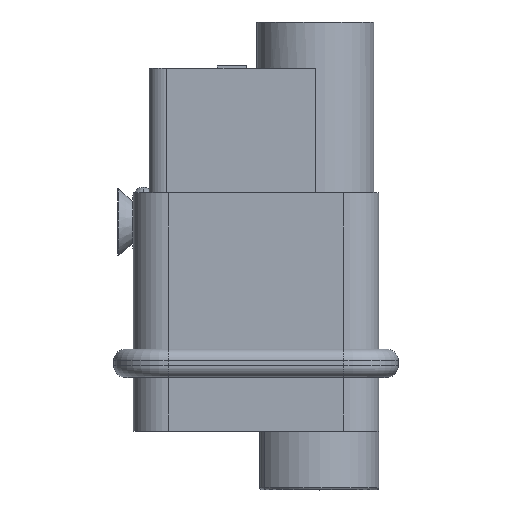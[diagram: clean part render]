
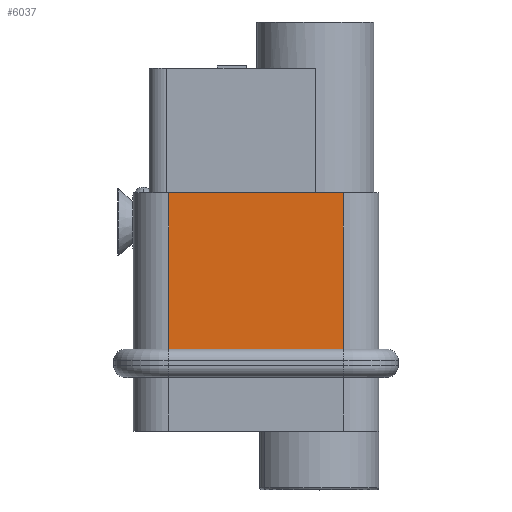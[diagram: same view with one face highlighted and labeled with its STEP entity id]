
A CAD part, top view. The second image highlights one B-rep face of the part: STEP entity #6037.
In plain terms, the highlighted planar face has unit normal (0, 0, 1).
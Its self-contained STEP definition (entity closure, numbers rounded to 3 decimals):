
#1409=FACE_OUTER_BOUND('',#8570,.T.);
#2935=LINE('',#34055,#4750);
#2973=LINE('',#34158,#4788);
#3057=LINE('',#34400,#4872);
#3058=LINE('',#34402,#4873);
#4750=VECTOR('',#27353,1.);
#4788=VECTOR('',#27433,1.);
#4872=VECTOR('',#27669,1.);
#4873=VECTOR('',#27672,1.);
#6037=ADVANCED_FACE('',(#1409),#7094,.T.);
#7094=PLANE('',#24119);
#8570=EDGE_LOOP('',(#11438,#11439,#11440,#11441));
#11438=ORIENTED_EDGE('',*,*,#20413,.T.);
#11439=ORIENTED_EDGE('',*,*,#20245,.T.);
#11440=ORIENTED_EDGE('',*,*,#20414,.F.);
#11441=ORIENTED_EDGE('',*,*,#20298,.F.);
#17821=VERTEX_POINT('',#34048);
#17824=VERTEX_POINT('',#34054);
#17868=VERTEX_POINT('',#34157);
#17869=VERTEX_POINT('',#34159);
#20245=EDGE_CURVE('',#17821,#17824,#2935,.T.);
#20298=EDGE_CURVE('',#17868,#17869,#2973,.T.);
#20413=EDGE_CURVE('',#17868,#17821,#3057,.T.);
#20414=EDGE_CURVE('',#17869,#17824,#3058,.T.);
#24119=AXIS2_PLACEMENT_3D('',#34403,#27673,#27674);
#27353=DIRECTION('',(1.,0.,0.));
#27433=DIRECTION('',(1.,0.,0.));
#27669=DIRECTION('',(0.,-1.,0.));
#27672=DIRECTION('',(0.,-1.,0.));
#27673=DIRECTION('',(0.,0.,1.));
#27674=DIRECTION('',(-1.,0.,0.));
#34048=CARTESIAN_POINT('',(-7.475,6.8,10.5));
#34054=CARTESIAN_POINT('',(7.475,6.8,10.5));
#34055=CARTESIAN_POINT('',(0.,6.8,10.5));
#34157=CARTESIAN_POINT('',(-7.475,20.35,10.5));
#34158=CARTESIAN_POINT('',(0.,20.35,10.5));
#34159=CARTESIAN_POINT('',(7.475,20.35,10.5));
#34400=CARTESIAN_POINT('',(-7.475,0.,10.5));
#34402=CARTESIAN_POINT('',(7.475,87.029,10.5));
#34403=CARTESIAN_POINT('',(-10.475,0.,10.5));
